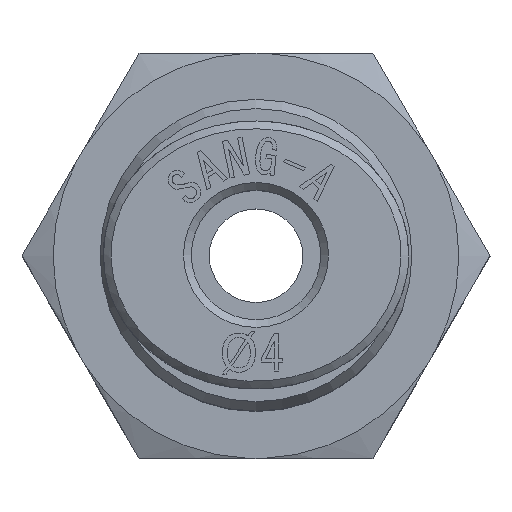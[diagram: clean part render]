
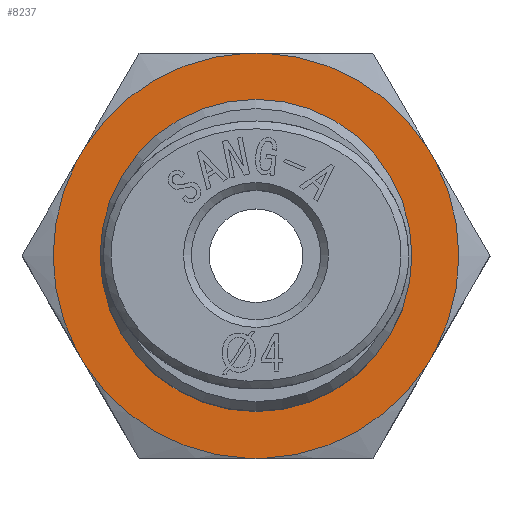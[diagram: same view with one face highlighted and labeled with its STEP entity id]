
A CAD part, top view. The second image highlights one B-rep face of the part: STEP entity #8237.
In plain terms, the highlighted face is planar.
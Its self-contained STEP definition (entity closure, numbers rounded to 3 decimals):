
#5148=CARTESIAN_POINT('',(-6.5,11.0,0.269));
#5149=VERTEX_POINT('',#5148);
#5163=CARTESIAN_POINT('',(-6.5,11.0,-0.269));
#5164=VERTEX_POINT('',#5163);
#5165=CARTESIAN_POINT('',(-6.5,11.0,-0.269));
#5166=DIRECTION('',(0.0,0.0,1.0));
#5167=VECTOR('',#5166,0.537);
#5168=LINE('',#5165,#5167);
#5169=EDGE_CURVE('',#5164,#5149,#5168,.T.);
#7503=CARTESIAN_POINT('',(6.5,11.0,-0.269));
#7504=VERTEX_POINT('',#7503);
#7518=CARTESIAN_POINT('',(6.5,11.0,0.269));
#7519=VERTEX_POINT('',#7518);
#7520=CARTESIAN_POINT('',(6.5,11.0,0.269));
#7521=DIRECTION('',(0.0,0.0,-1.0));
#7522=VECTOR('',#7521,0.537);
#7523=LINE('',#7520,#7522);
#7524=EDGE_CURVE('',#7519,#7504,#7523,.T.);
#7872=CARTESIAN_POINT('',(3.017,11.0,-5.764));
#7873=VERTEX_POINT('',#7872);
#7887=CARTESIAN_POINT('',(3.483,11.0,-5.495));
#7888=VERTEX_POINT('',#7887);
#7889=CARTESIAN_POINT('',(3.483,11.0,-5.495));
#7890=DIRECTION('',(-0.866,0.0,-0.5));
#7891=VECTOR('',#7890,0.537);
#7892=LINE('',#7889,#7891);
#7893=EDGE_CURVE('',#7888,#7873,#7892,.T.);
#7926=CARTESIAN_POINT('',(-3.483,11.0,-5.495));
#7927=VERTEX_POINT('',#7926);
#7941=CARTESIAN_POINT('',(-3.017,11.0,-5.764));
#7942=VERTEX_POINT('',#7941);
#7943=CARTESIAN_POINT('',(-3.017,11.0,-5.764));
#7944=DIRECTION('',(-0.866,0.0,0.5));
#7945=VECTOR('',#7944,0.537);
#7946=LINE('',#7943,#7945);
#7947=EDGE_CURVE('',#7942,#7927,#7946,.T.);
#8021=CARTESIAN_POINT('',(3.017,11.0,5.764));
#8022=VERTEX_POINT('',#8021);
#8038=CARTESIAN_POINT('',(-3.017,11.0,5.764));
#8039=VERTEX_POINT('',#8038);
#8040=CARTESIAN_POINT('',(0.0,11.0,0.0));
#8041=DIRECTION('',(0.0,1.0,0.0));
#8042=DIRECTION('',(0.0,0.0,1.0));
#8043=AXIS2_PLACEMENT_3D('',#8040,#8041,#8042);
#8044=CIRCLE('',#8043,6.506);
#8045=EDGE_CURVE('',#8039,#8022,#8044,.T.);
#8068=CARTESIAN_POINT('',(-3.483,11.0,5.495));
#8069=VERTEX_POINT('',#8068);
#8083=CARTESIAN_POINT('',(0.0,11.0,0.0));
#8084=DIRECTION('',(0.0,1.0,0.0));
#8085=DIRECTION('',(0.0,0.0,1.0));
#8086=AXIS2_PLACEMENT_3D('',#8083,#8084,#8085);
#8087=CIRCLE('',#8086,6.506);
#8088=EDGE_CURVE('',#5149,#8069,#8087,.T.);
#8100=CARTESIAN_POINT('',(0.0,11.0,0.0));
#8101=DIRECTION('',(0.0,1.0,0.0));
#8102=DIRECTION('',(0.0,0.0,1.0));
#8103=AXIS2_PLACEMENT_3D('',#8100,#8101,#8102);
#8104=CIRCLE('',#8103,6.506);
#8105=EDGE_CURVE('',#7927,#5164,#8104,.T.);
#8117=CARTESIAN_POINT('',(0.0,11.0,0.0));
#8118=DIRECTION('',(0.0,1.0,0.0));
#8119=DIRECTION('',(0.0,0.0,1.0));
#8120=AXIS2_PLACEMENT_3D('',#8117,#8118,#8119);
#8121=CIRCLE('',#8120,6.506);
#8122=EDGE_CURVE('',#7873,#7942,#8121,.T.);
#8134=CARTESIAN_POINT('',(0.0,11.0,0.0));
#8135=DIRECTION('',(0.0,1.0,0.0));
#8136=DIRECTION('',(0.0,0.0,1.0));
#8137=AXIS2_PLACEMENT_3D('',#8134,#8135,#8136);
#8138=CIRCLE('',#8137,6.506);
#8139=EDGE_CURVE('',#7504,#7888,#8138,.T.);
#8150=CARTESIAN_POINT('',(3.483,11.0,5.495));
#8151=VERTEX_POINT('',#8150);
#8166=CARTESIAN_POINT('',(0.0,11.0,0.0));
#8167=DIRECTION('',(0.0,1.0,0.0));
#8168=DIRECTION('',(0.0,0.0,1.0));
#8169=AXIS2_PLACEMENT_3D('',#8166,#8167,#8168);
#8170=CIRCLE('',#8169,6.506);
#8171=EDGE_CURVE('',#8151,#7519,#8170,.T.);
#8184=CARTESIAN_POINT('',(3.017,11.0,5.764));
#8185=DIRECTION('',(0.866,0.0,-0.5));
#8186=VECTOR('',#8185,0.537);
#8187=LINE('',#8184,#8186);
#8188=EDGE_CURVE('',#8022,#8151,#8187,.T.);
#8202=CARTESIAN_POINT('',(0.,11.0,0.));
#8203=DIRECTION('',(0.0,-1.0,0.0));
#8204=DIRECTION('',(0.0,0.0,-1.0));
#8205=AXIS2_PLACEMENT_3D('',#8202,#8203,#8204);
#8206=PLANE('',#8205);
#8207=ORIENTED_EDGE('',*,*,#8171,.T.);
#8208=ORIENTED_EDGE('',*,*,#7524,.T.);
#8209=ORIENTED_EDGE('',*,*,#8139,.T.);
#8210=ORIENTED_EDGE('',*,*,#7893,.T.);
#8211=ORIENTED_EDGE('',*,*,#8122,.T.);
#8212=ORIENTED_EDGE('',*,*,#7947,.T.);
#8213=ORIENTED_EDGE('',*,*,#8105,.T.);
#8214=ORIENTED_EDGE('',*,*,#5169,.T.);
#8215=ORIENTED_EDGE('',*,*,#8088,.T.);
#8216=CARTESIAN_POINT('',(-3.483,11.0,5.495));
#8217=DIRECTION('',(0.866,0.0,0.5));
#8218=VECTOR('',#8217,0.537);
#8219=LINE('',#8216,#8218);
#8220=EDGE_CURVE('',#8069,#8039,#8219,.T.);
#8221=ORIENTED_EDGE('',*,*,#8220,.T.);
#8222=ORIENTED_EDGE('',*,*,#8045,.T.);
#8223=ORIENTED_EDGE('',*,*,#8188,.T.);
#8224=EDGE_LOOP('',(#8207,#8208,#8209,#8210,#8211,#8212,#8213,#8214,#8215,#8221,#8222,#8223));
#8225=FACE_OUTER_BOUND('',#8224,.T.);
#8226=CARTESIAN_POINT('',(-5.,11.0,0.0));
#8227=VERTEX_POINT('',#8226);
#8228=CARTESIAN_POINT('',(0.,11.0,0.0));
#8229=DIRECTION('',(0.0,1.0,0.0));
#8230=DIRECTION('',(-1.0,0.0,0.0));
#8231=AXIS2_PLACEMENT_3D('',#8228,#8229,#8230);
#8232=CIRCLE('',#8231,5.);
#8233=EDGE_CURVE('',#8227,#8227,#8232,.T.);
#8234=ORIENTED_EDGE('',*,*,#8233,.F.);
#8235=EDGE_LOOP('',(#8234));
#8236=FACE_BOUND('',#8235,.T.);
#8237=ADVANCED_FACE('',(#8225,#8236),#8206,.F.);
